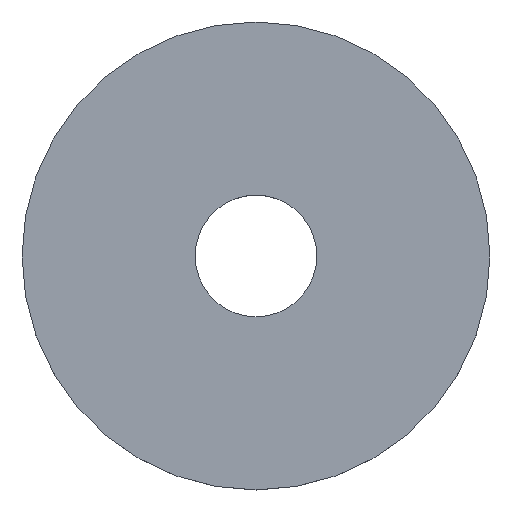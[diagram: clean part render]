
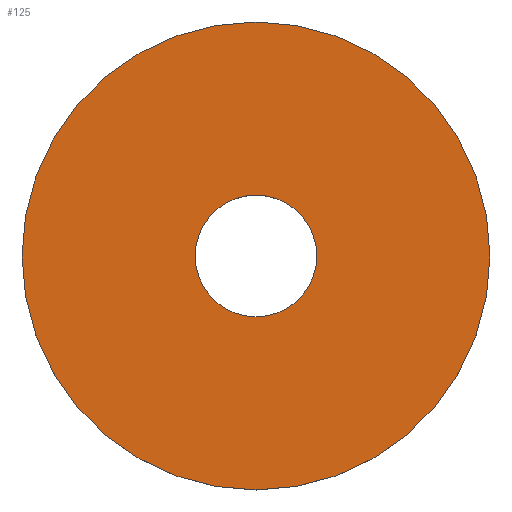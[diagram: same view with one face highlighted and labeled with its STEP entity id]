
A CAD part, top view. The second image highlights one B-rep face of the part: STEP entity #125.
In plain terms, the highlighted planar face has unit normal (0, 0, 1).
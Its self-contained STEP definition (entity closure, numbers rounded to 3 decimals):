
#1 = EDGE_CURVE ( 'NONE', #96, #96, #134, .T. ) ;
#10 = CARTESIAN_POINT ( 'NONE',  ( 0., 6.5, 3. ) ) ;
#12 = CARTESIAN_POINT ( 'NONE',  ( 0., 0., 3. ) ) ;
#24 = FACE_OUTER_BOUND ( 'NONE', #93, .T. ) ;
#27 = EDGE_LOOP ( 'NONE', ( #105 ) ) ;
#36 = AXIS2_PLACEMENT_3D ( 'NONE', #12, #127, #53 ) ;
#40 = EDGE_CURVE ( 'NONE', #159, #159, #133, .T. ) ;
#50 = DIRECTION ( 'NONE',  ( 0., -1., 0. ) ) ;
#53 = DIRECTION ( 'NONE',  ( 0., 1., 0. ) ) ;
#56 = CARTESIAN_POINT ( 'NONE',  ( 0., 6.5, 3. ) ) ;
#61 = AXIS2_PLACEMENT_3D ( 'NONE', #10, #63, #50 ) ;
#63 = DIRECTION ( 'NONE',  ( 0., 0., 1. ) ) ;
#67 = DIRECTION ( 'NONE',  ( 0., 1., 0. ) ) ;
#68 = ORIENTED_EDGE ( 'NONE', *, *, #40, .F. ) ;
#79 = CARTESIAN_POINT ( 'NONE',  ( 0., 0., 3. ) ) ;
#87 = FACE_BOUND ( 'NONE', #27, .T. ) ;
#93 = EDGE_LOOP ( 'NONE', ( #68 ) ) ;
#96 = VERTEX_POINT ( 'NONE', #56 ) ;
#97 = AXIS2_PLACEMENT_3D ( 'NONE', #79, #126, #67 ) ;
#105 = ORIENTED_EDGE ( 'NONE', *, *, #1, .T. ) ;
#119 = CARTESIAN_POINT ( 'NONE',  ( 0., 25., 3. ) ) ;
#123 = PLANE ( 'NONE',  #61 ) ;
#125 = ADVANCED_FACE ( 'NONE', ( #87, #24 ), #123, .T. ) ;
#126 = DIRECTION ( 'NONE',  ( 0., 0., -1. ) ) ;
#127 = DIRECTION ( 'NONE',  ( 0., 0., -1. ) ) ;
#133 = CIRCLE ( 'NONE', #36, 25. ) ;
#134 = CIRCLE ( 'NONE', #97, 6.5 ) ;
#159 = VERTEX_POINT ( 'NONE', #119 ) ;
